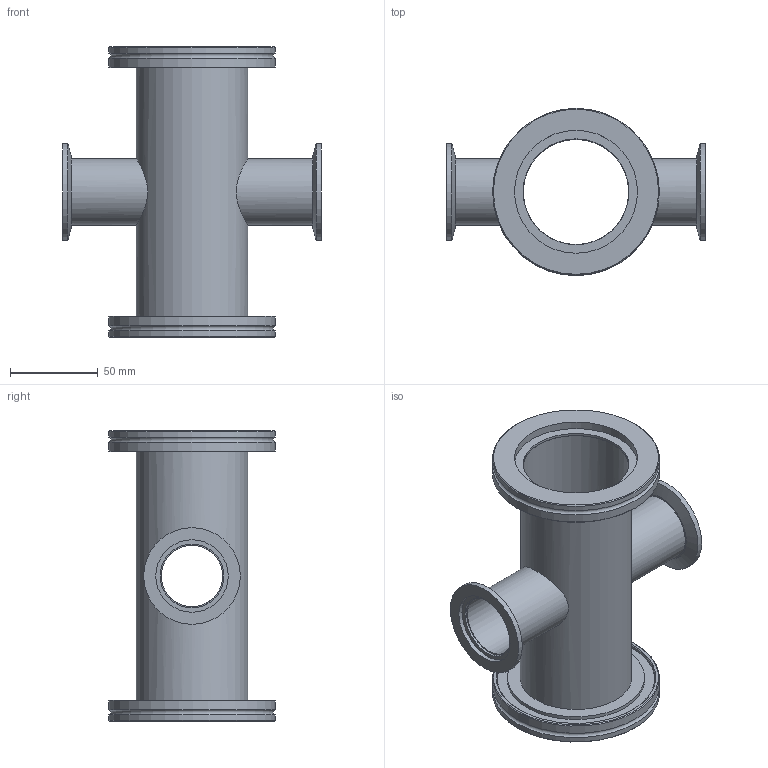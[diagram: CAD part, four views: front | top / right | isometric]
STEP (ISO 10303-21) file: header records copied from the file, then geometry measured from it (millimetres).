
FILE_DESCRIPTION(/* description */ (''),/* implementation_level */ '2;1');
FILE_NAME(/* name */ 'FL-R4X63LF-40KF.stp',/* time_stamp */ '2019-01-29T11:32:26+00:00',/* author */ ('paul'),/* organization */ (''),/* preprocessor_version */ 'ST-DEVELOPER v17.2',/* originating_system */ 'Autodesk Inventor 2019',/* authorisation */ '');
FILE_SCHEMA (('AUTOMOTIVE_DESIGN { 1 0 10303 214 3 1 1 }'));
Length unit declared in the file: millimetre
Products named in the file (5): FL-RT63LF-40KF; Main tube; FL-63LF-W; FL-40KF-38W; side tube
Assembly tree (7 placements, depth 2):
  FL-RT63LF-40KF
    Main tube
    side tube  x2
    FL-63LF-W  x2
    FL-40KF-38W  x2
Bounding box: 147.4 x 95 x 165.2 mm (x, y, z)
Volume: 152263.8 mm3; surface area: 115414.8 mm2
Topology: 7 solids, 7 shells, 66 faces, 173 edges, 131 vertices
Faces by surface type: cylinder 32, plane 24, cone 8, torus 2
Full cylindrical faces by diameter (mm): 35 x2, 36.4 x2, 38.1 x2, 38.4 x2, 38.41 x2, 41.2 x2, 55 x2, 60 x1, 60.2 x2, 63.5 x1, 63.7 x2, 70 x2, 78 x2, 90 x2, 95 x4
Entity records: 1789 total; most frequent: CARTESIAN_POINT 611, DIRECTION 235, ORIENTED_EDGE 194, AXIS2_PLACEMENT_3D 106, EDGE_CURVE 97, VERTEX_POINT 73, CIRCLE 58, EDGE_LOOP 52
